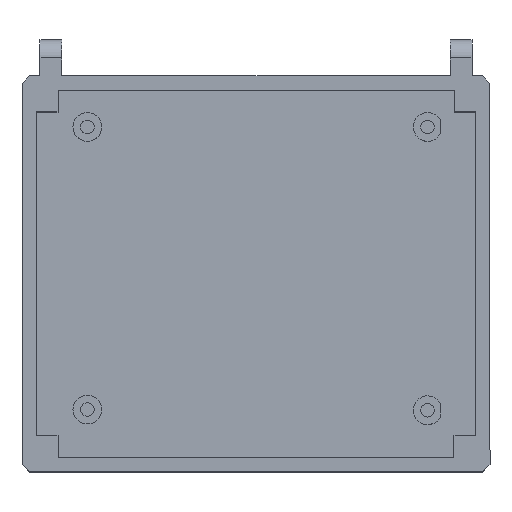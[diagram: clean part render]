
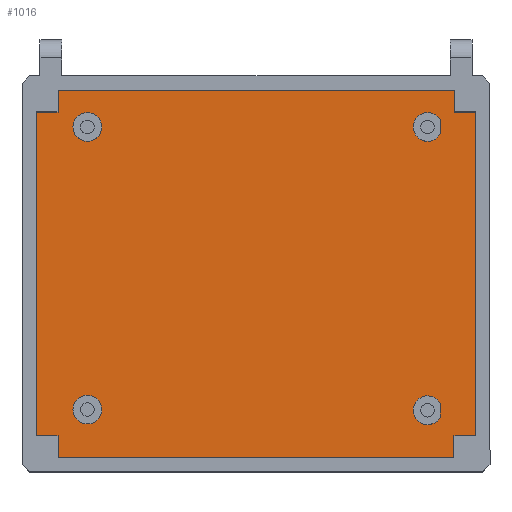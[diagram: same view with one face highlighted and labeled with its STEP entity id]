
A CAD part, top view. The second image highlights one B-rep face of the part: STEP entity #1016.
In plain terms, the highlighted planar face has unit normal (0, 0, 1).
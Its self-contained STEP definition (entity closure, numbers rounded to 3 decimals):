
#22=FACE_BOUND('',#166,.T.);
#23=FACE_BOUND('',#167,.T.);
#24=FACE_BOUND('',#168,.T.);
#25=FACE_BOUND('',#169,.T.);
#52=PLANE('',#1105);
#101=FACE_OUTER_BOUND('',#165,.T.);
#165=EDGE_LOOP('',(#860,#861,#862,#863,#864,#865,#866,#867,#868,#869,#870,
#871,#872,#873));
#166=EDGE_LOOP('',(#874));
#167=EDGE_LOOP('',(#875));
#168=EDGE_LOOP('',(#876,#877));
#169=EDGE_LOOP('',(#878,#879));
#236=LINE('',#1548,#344);
#237=LINE('',#1550,#345);
#238=LINE('',#1555,#346);
#272=LINE('',#1623,#380);
#275=LINE('',#1628,#383);
#277=LINE('',#1632,#385);
#279=LINE('',#1636,#387);
#281=LINE('',#1639,#389);
#282=LINE('',#1642,#390);
#283=LINE('',#1644,#391);
#284=LINE('',#1646,#392);
#285=LINE('',#1648,#393);
#286=LINE('',#1650,#394);
#287=LINE('',#1651,#395);
#288=LINE('',#1658,#396);
#289=LINE('',#1662,#397);
#344=VECTOR('',#1252,10.);
#345=VECTOR('',#1253,10.);
#346=VECTOR('',#1258,10.);
#380=VECTOR('',#1310,10.);
#383=VECTOR('',#1315,10.);
#385=VECTOR('',#1319,10.);
#387=VECTOR('',#1323,10.);
#389=VECTOR('',#1327,10.);
#390=VECTOR('',#1330,10.);
#391=VECTOR('',#1331,10.);
#392=VECTOR('',#1332,10.);
#393=VECTOR('',#1333,10.);
#394=VECTOR('',#1334,10.);
#395=VECTOR('',#1335,10.);
#396=VECTOR('',#1340,10.);
#397=VECTOR('',#1343,10.);
#434=CIRCLE('',#1106,2.);
#435=CIRCLE('',#1107,2.);
#436=CIRCLE('',#1108,2.);
#437=CIRCLE('',#1109,2.);
#485=VERTEX_POINT('',#1541);
#487=VERTEX_POINT('',#1546);
#488=VERTEX_POINT('',#1549);
#490=VERTEX_POINT('',#1554);
#514=VERTEX_POINT('',#1621);
#515=VERTEX_POINT('',#1622);
#516=VERTEX_POINT('',#1627);
#517=VERTEX_POINT('',#1631);
#518=VERTEX_POINT('',#1635);
#519=VERTEX_POINT('',#1641);
#520=VERTEX_POINT('',#1643);
#521=VERTEX_POINT('',#1645);
#522=VERTEX_POINT('',#1647);
#523=VERTEX_POINT('',#1649);
#524=VERTEX_POINT('',#1652);
#525=VERTEX_POINT('',#1654);
#526=VERTEX_POINT('',#1656);
#527=VERTEX_POINT('',#1657);
#528=VERTEX_POINT('',#1660);
#529=VERTEX_POINT('',#1661);
#596=EDGE_CURVE('',#485,#487,#236,.T.);
#597=EDGE_CURVE('',#488,#485,#237,.T.);
#600=EDGE_CURVE('',#490,#488,#238,.T.);
#634=EDGE_CURVE('',#514,#515,#272,.T.);
#637=EDGE_CURVE('',#515,#516,#275,.T.);
#639=EDGE_CURVE('',#517,#514,#277,.T.);
#641=EDGE_CURVE('',#487,#518,#279,.T.);
#643=EDGE_CURVE('',#518,#517,#281,.T.);
#644=EDGE_CURVE('',#516,#519,#282,.T.);
#645=EDGE_CURVE('',#519,#520,#283,.T.);
#646=EDGE_CURVE('',#520,#521,#284,.T.);
#647=EDGE_CURVE('',#521,#522,#285,.T.);
#648=EDGE_CURVE('',#522,#523,#286,.T.);
#649=EDGE_CURVE('',#523,#490,#287,.T.);
#650=EDGE_CURVE('',#524,#524,#434,.T.);
#651=EDGE_CURVE('',#525,#525,#435,.T.);
#652=EDGE_CURVE('',#526,#527,#288,.T.);
#653=EDGE_CURVE('',#527,#526,#436,.T.);
#654=EDGE_CURVE('',#528,#529,#289,.T.);
#655=EDGE_CURVE('',#529,#528,#437,.T.);
#860=ORIENTED_EDGE('',*,*,#637,.T.);
#861=ORIENTED_EDGE('',*,*,#644,.T.);
#862=ORIENTED_EDGE('',*,*,#645,.T.);
#863=ORIENTED_EDGE('',*,*,#646,.T.);
#864=ORIENTED_EDGE('',*,*,#647,.T.);
#865=ORIENTED_EDGE('',*,*,#648,.T.);
#866=ORIENTED_EDGE('',*,*,#649,.T.);
#867=ORIENTED_EDGE('',*,*,#600,.T.);
#868=ORIENTED_EDGE('',*,*,#597,.T.);
#869=ORIENTED_EDGE('',*,*,#596,.T.);
#870=ORIENTED_EDGE('',*,*,#641,.T.);
#871=ORIENTED_EDGE('',*,*,#643,.T.);
#872=ORIENTED_EDGE('',*,*,#639,.T.);
#873=ORIENTED_EDGE('',*,*,#634,.T.);
#874=ORIENTED_EDGE('',*,*,#650,.T.);
#875=ORIENTED_EDGE('',*,*,#651,.T.);
#876=ORIENTED_EDGE('',*,*,#652,.T.);
#877=ORIENTED_EDGE('',*,*,#653,.T.);
#878=ORIENTED_EDGE('',*,*,#654,.T.);
#879=ORIENTED_EDGE('',*,*,#655,.T.);
#1016=ADVANCED_FACE('',(#101,#22,#23,#24,#25),#52,.T.);
#1105=AXIS2_PLACEMENT_3D('',#1640,#1328,#1329);
#1106=AXIS2_PLACEMENT_3D('',#1653,#1336,#1337);
#1107=AXIS2_PLACEMENT_3D('',#1655,#1338,#1339);
#1108=AXIS2_PLACEMENT_3D('',#1659,#1341,#1342);
#1109=AXIS2_PLACEMENT_3D('',#1663,#1344,#1345);
#1252=DIRECTION('',(-1.,0.,0.));
#1253=DIRECTION('',(-1.,0.,0.));
#1258=DIRECTION('',(-1.,0.,0.));
#1310=DIRECTION('',(1.,0.,0.));
#1315=DIRECTION('',(0.,-1.,0.));
#1319=DIRECTION('',(0.,-1.,0.));
#1323=DIRECTION('',(0.,-1.,0.));
#1327=DIRECTION('',(-1.,0.,0.));
#1328=DIRECTION('center_axis',(0.,0.,
1.));
#1329=DIRECTION('ref_axis',(0.,-1.,0.));
#1330=DIRECTION('',(1.,0.,0.));
#1331=DIRECTION('',(0.,1.,0.));
#1332=DIRECTION('',(1.,0.,0.));
#1333=DIRECTION('',(0.,1.,0.));
#1334=DIRECTION('',(-1.,0.,0.));
#1335=DIRECTION('',(0.,1.,0.));
#1336=DIRECTION('center_axis',(0.,0.,
-1.));
#1337=DIRECTION('ref_axis',(-1.,0.,0.));
#1338=DIRECTION('center_axis',(0.,0.,
-1.));
#1339=DIRECTION('ref_axis',(-1.,0.,0.));
#1340=DIRECTION('',(0.,-1.,0.));
#1341=DIRECTION('center_axis',(0.,0.,
-1.));
#1342=DIRECTION('ref_axis',(-1.,0.,0.));
#1343=DIRECTION('',(0.,-1.,0.));
#1344=DIRECTION('center_axis',(0.,0.,
-1.));
#1345=DIRECTION('ref_axis',(-1.,0.,0.));
#1541=CARTESIAN_POINT('',(-20.,32.5,-5.));
#1546=CARTESIAN_POINT('',(-27.5,32.5,-5.));
#1548=CARTESIAN_POINT('',(-15.25,32.5,-5.));
#1549=CARTESIAN_POINT('',(20.,32.5,-5.));
#1550=CARTESIAN_POINT('',(-15.25,32.5,-5.));
#1554=CARTESIAN_POINT('',(27.5,32.5,-5.));
#1555=CARTESIAN_POINT('',(-15.25,32.5,-5.));
#1621=CARTESIAN_POINT('',(-30.5,-15.5,-5.));
#1622=CARTESIAN_POINT('',(-27.5,-15.5,-5.));
#1623=CARTESIAN_POINT('',(-13.75,-15.5,-5.));
#1627=CARTESIAN_POINT('',(-27.5,-18.5,-5.));
#1628=CARTESIAN_POINT('',(-27.5,-5.75,-5.));
#1631=CARTESIAN_POINT('',(-30.5,29.5,-5.));
#1632=CARTESIAN_POINT('',(-30.5,-5.75,-5.));
#1635=CARTESIAN_POINT('',(-27.5,29.5,-5.));
#1636=CARTESIAN_POINT('',(-27.5,18.25,-5.));
#1639=CARTESIAN_POINT('',(-15.25,29.5,-5.));
#1640=CARTESIAN_POINT('Origin',(0.,7.,-5.));
#1641=CARTESIAN_POINT('',(27.5,-18.5,-5.));
#1642=CARTESIAN_POINT('',(15.25,-18.5,-5.));
#1643=CARTESIAN_POINT('',(27.5,-15.5,-5.));
#1644=CARTESIAN_POINT('',(27.5,-4.25,-5.));
#1645=CARTESIAN_POINT('',(30.5,-15.5,-5.));
#1646=CARTESIAN_POINT('',(15.25,-15.5,-5.));
#1647=CARTESIAN_POINT('',(30.5,29.5,-5.));
#1648=CARTESIAN_POINT('',(30.5,19.75,-5.));
#1649=CARTESIAN_POINT('',(27.5,29.5,-5.));
#1650=CARTESIAN_POINT('',(13.75,29.5,-5.));
#1651=CARTESIAN_POINT('',(27.5,19.75,-5.));
#1652=CARTESIAN_POINT('',(-21.425,27.425,-5.));
#1653=CARTESIAN_POINT('Origin',(-23.425,27.425,-5.));
#1654=CARTESIAN_POINT('',(-21.425,-11.825,-5.));
#1655=CARTESIAN_POINT('Origin',(-23.425,-11.825,-5.));
#1656=CARTESIAN_POINT('',(25.575,-10.957,-5.));
#1657=CARTESIAN_POINT('',(25.575,-12.893,-5.));
#1658=CARTESIAN_POINT('',(25.575,-2.947,-5.));
#1659=CARTESIAN_POINT('Origin',(23.825,-11.925,-5.));
#1660=CARTESIAN_POINT('',(25.575,28.393,-5.));
#1661=CARTESIAN_POINT('',(25.575,26.457,-5.));
#1662=CARTESIAN_POINT('',(25.575,16.728,-5.));
#1663=CARTESIAN_POINT('Origin',(23.825,27.425,-5.));
